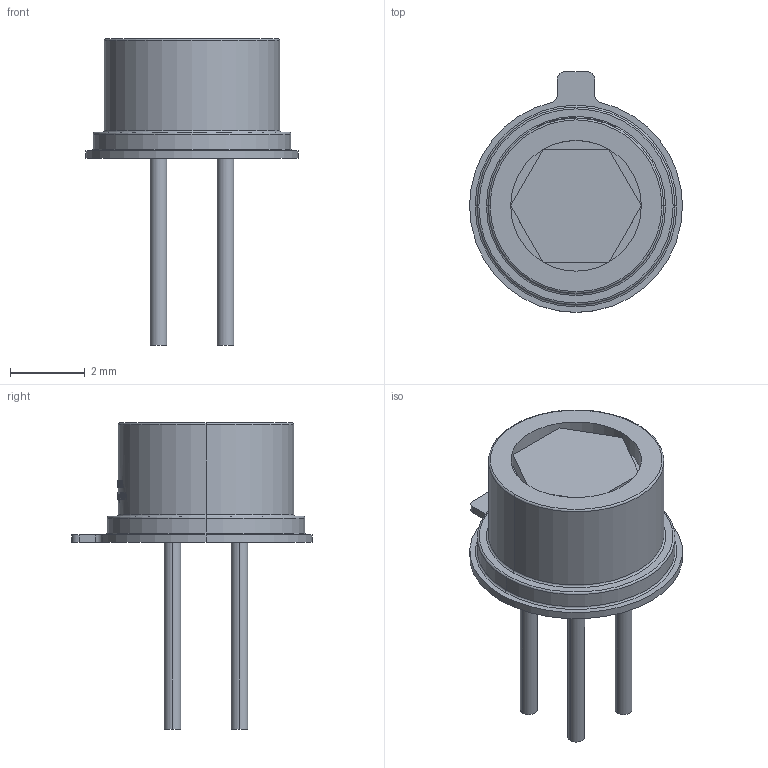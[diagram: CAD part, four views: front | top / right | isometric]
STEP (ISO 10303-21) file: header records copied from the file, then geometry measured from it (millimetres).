
FILE_DESCRIPTION (( 'STEP AP214' ), '1' );
FILE_NAME ('TO-46-4_BD5.7-P2.54_SYP10-B755TSR.STEP', '2023-06-04T15:32:45', ( '' ), ( '' ), 'SwSTEP 2.0', 'SolidWorks 2020', '' );
FILE_SCHEMA (( 'AUTOMOTIVE_DESIGN' ));
Length unit declared in the file: millimetre
Products named in the file (1): TO-46-4_BD5.7-P2.54_SYP10-B755TSR
Bounding box: 5.7 x 6.45 x 8.2 mm (x, y, z)
Volume: 60.7 mm3; surface area: 155 mm2
Topology: 2 solids, 2 shells, 281 faces, 736 edges, 488 vertices
Faces by surface type: bspline 121, plane 106, cylinder 46, torus 8
Entity records: 12519 total; most frequent: CARTESIAN_POINT 3424, ORIENTED_EDGE 1472, DIRECTION 833, EDGE_CURVE 736, VERTEX_POINT 488, B_SPLINE_CURVE_WITH_KNOTS 391, AXIS2_PLACEMENT_3D 327, EDGE_LOOP 310
